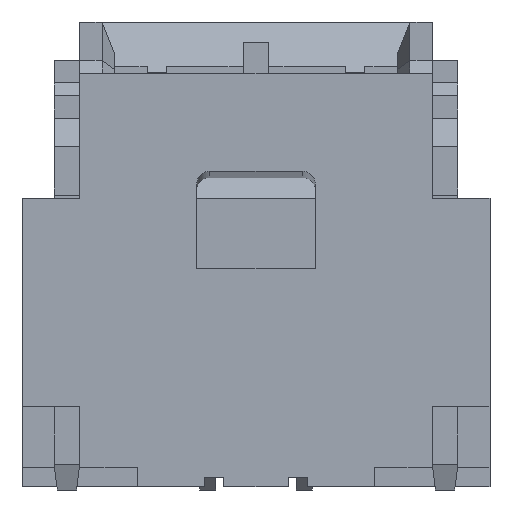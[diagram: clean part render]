
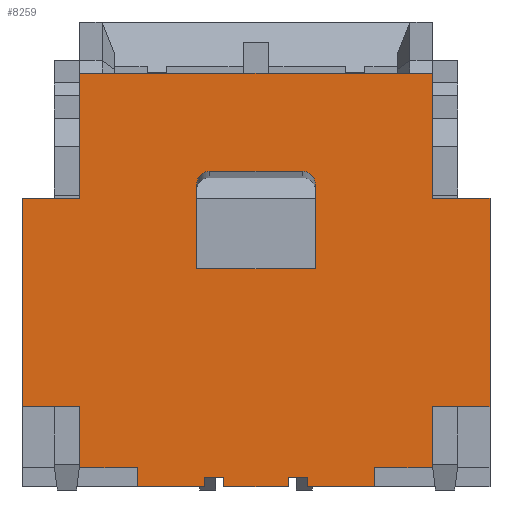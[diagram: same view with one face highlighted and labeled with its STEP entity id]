
A CAD part, front view. The second image highlights one B-rep face of the part: STEP entity #8259.
In plain terms, the highlighted planar face has unit normal (0, -1, 0).
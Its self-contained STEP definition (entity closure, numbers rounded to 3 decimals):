
#8259 = ADVANCED_FACE('',(#8260,#8454),#8512,.T.);
#8260 = FACE_BOUND('',#8261,.F.);
#8261 = EDGE_LOOP('',(#8262,#8272,#8280,#8288,#8296,#8304,#8312,#8320,
    #8328,#8336,#8344,#8352,#8360,#8368,#8376,#8384,#8392,#8400,#8408,
    #8416,#8424,#8432,#8440,#8448));
#8262 = ORIENTED_EDGE('',*,*,#8263,.F.);
#8263 = EDGE_CURVE('',#8264,#8266,#8268,.T.);
#8264 = VERTEX_POINT('',#8265);
#8265 = CARTESIAN_POINT('',(2.75,-6.6,4.58));
#8266 = VERTEX_POINT('',#8267);
#8267 = CARTESIAN_POINT('',(2.75,-6.6,6.53));
#8268 = LINE('',#8269,#8270);
#8269 = CARTESIAN_POINT('',(2.75,-6.6,4.58));
#8270 = VECTOR('',#8271,1.);
#8271 = DIRECTION('',(0.,0.,1.));
#8272 = ORIENTED_EDGE('',*,*,#8273,.F.);
#8273 = EDGE_CURVE('',#8274,#8264,#8276,.T.);
#8274 = VERTEX_POINT('',#8275);
#8275 = CARTESIAN_POINT('',(3.65,-6.6,4.58));
#8276 = LINE('',#8277,#8278);
#8277 = CARTESIAN_POINT('',(3.65,-6.6,4.58));
#8278 = VECTOR('',#8279,1.);
#8279 = DIRECTION('',(-1.,0.,0.));
#8280 = ORIENTED_EDGE('',*,*,#8281,.F.);
#8281 = EDGE_CURVE('',#8282,#8274,#8284,.T.);
#8282 = VERTEX_POINT('',#8283);
#8283 = CARTESIAN_POINT('',(3.65,-6.6,1.33));
#8284 = LINE('',#8285,#8286);
#8285 = CARTESIAN_POINT('',(3.65,-6.6,1.33));
#8286 = VECTOR('',#8287,1.);
#8287 = DIRECTION('',(0.,0.,1.));
#8288 = ORIENTED_EDGE('',*,*,#8289,.T.);
#8289 = EDGE_CURVE('',#8282,#8290,#8292,.T.);
#8290 = VERTEX_POINT('',#8291);
#8291 = CARTESIAN_POINT('',(2.75,-6.6,1.33));
#8292 = LINE('',#8293,#8294);
#8293 = CARTESIAN_POINT('',(3.65,-6.6,1.33));
#8294 = VECTOR('',#8295,1.);
#8295 = DIRECTION('',(-1.,0.,0.));
#8296 = ORIENTED_EDGE('',*,*,#8297,.F.);
#8297 = EDGE_CURVE('',#8298,#8290,#8300,.T.);
#8298 = VERTEX_POINT('',#8299);
#8299 = CARTESIAN_POINT('',(2.75,-6.6,0.38));
#8300 = LINE('',#8301,#8302);
#8301 = CARTESIAN_POINT('',(2.75,-6.6,0.38));
#8302 = VECTOR('',#8303,1.);
#8303 = DIRECTION('',(0.,0.,1.));
#8304 = ORIENTED_EDGE('',*,*,#8305,.T.);
#8305 = EDGE_CURVE('',#8298,#8306,#8308,.T.);
#8306 = VERTEX_POINT('',#8307);
#8307 = CARTESIAN_POINT('',(1.85,-6.6,0.38));
#8308 = LINE('',#8309,#8310);
#8309 = CARTESIAN_POINT('',(2.75,-6.6,0.38));
#8310 = VECTOR('',#8311,1.);
#8311 = DIRECTION('',(-1.,0.,0.));
#8312 = ORIENTED_EDGE('',*,*,#8313,.T.);
#8313 = EDGE_CURVE('',#8306,#8314,#8316,.T.);
#8314 = VERTEX_POINT('',#8315);
#8315 = CARTESIAN_POINT('',(1.85,-6.6,0.08));
#8316 = LINE('',#8317,#8318);
#8317 = CARTESIAN_POINT('',(1.85,-6.6,0.38));
#8318 = VECTOR('',#8319,1.);
#8319 = DIRECTION('',(0.,0.,-1.));
#8320 = ORIENTED_EDGE('',*,*,#8321,.T.);
#8321 = EDGE_CURVE('',#8314,#8322,#8324,.T.);
#8322 = VERTEX_POINT('',#8323);
#8323 = CARTESIAN_POINT('',(0.8,-6.6,0.08));
#8324 = LINE('',#8325,#8326);
#8325 = CARTESIAN_POINT('',(1.85,-6.6,0.08));
#8326 = VECTOR('',#8327,1.);
#8327 = DIRECTION('',(-1.,0.,0.));
#8328 = ORIENTED_EDGE('',*,*,#8329,.F.);
#8329 = EDGE_CURVE('',#8330,#8322,#8332,.T.);
#8330 = VERTEX_POINT('',#8331);
#8331 = CARTESIAN_POINT('',(0.8,-6.6,0.23));
#8332 = LINE('',#8333,#8334);
#8333 = CARTESIAN_POINT('',(0.8,-6.6,0.23));
#8334 = VECTOR('',#8335,1.);
#8335 = DIRECTION('',(0.,0.,-1.));
#8336 = ORIENTED_EDGE('',*,*,#8337,.T.);
#8337 = EDGE_CURVE('',#8330,#8338,#8340,.T.);
#8338 = VERTEX_POINT('',#8339);
#8339 = CARTESIAN_POINT('',(0.5,-6.6,0.23));
#8340 = LINE('',#8341,#8342);
#8341 = CARTESIAN_POINT('',(0.8,-6.6,0.23));
#8342 = VECTOR('',#8343,1.);
#8343 = DIRECTION('',(-1.,0.,0.));
#8344 = ORIENTED_EDGE('',*,*,#8345,.T.);
#8345 = EDGE_CURVE('',#8338,#8346,#8348,.T.);
#8346 = VERTEX_POINT('',#8347);
#8347 = CARTESIAN_POINT('',(0.5,-6.6,0.08));
#8348 = LINE('',#8349,#8350);
#8349 = CARTESIAN_POINT('',(0.5,-6.6,0.23));
#8350 = VECTOR('',#8351,1.);
#8351 = DIRECTION('',(0.,0.,-1.));
#8352 = ORIENTED_EDGE('',*,*,#8353,.T.);
#8353 = EDGE_CURVE('',#8346,#8354,#8356,.T.);
#8354 = VERTEX_POINT('',#8355);
#8355 = CARTESIAN_POINT('',(-0.5,-6.6,0.08));
#8356 = LINE('',#8357,#8358);
#8357 = CARTESIAN_POINT('',(0.5,-6.6,0.08));
#8358 = VECTOR('',#8359,1.);
#8359 = DIRECTION('',(-1.,0.,0.));
#8360 = ORIENTED_EDGE('',*,*,#8361,.F.);
#8361 = EDGE_CURVE('',#8362,#8354,#8364,.T.);
#8362 = VERTEX_POINT('',#8363);
#8363 = CARTESIAN_POINT('',(-0.5,-6.6,0.23));
#8364 = LINE('',#8365,#8366);
#8365 = CARTESIAN_POINT('',(-0.5,-6.6,0.23));
#8366 = VECTOR('',#8367,1.);
#8367 = DIRECTION('',(0.,0.,-1.));
#8368 = ORIENTED_EDGE('',*,*,#8369,.T.);
#8369 = EDGE_CURVE('',#8362,#8370,#8372,.T.);
#8370 = VERTEX_POINT('',#8371);
#8371 = CARTESIAN_POINT('',(-0.8,-6.6,0.23));
#8372 = LINE('',#8373,#8374);
#8373 = CARTESIAN_POINT('',(-0.5,-6.6,0.23));
#8374 = VECTOR('',#8375,1.);
#8375 = DIRECTION('',(-1.,0.,0.));
#8376 = ORIENTED_EDGE('',*,*,#8377,.T.);
#8377 = EDGE_CURVE('',#8370,#8378,#8380,.T.);
#8378 = VERTEX_POINT('',#8379);
#8379 = CARTESIAN_POINT('',(-0.8,-6.6,0.08));
#8380 = LINE('',#8381,#8382);
#8381 = CARTESIAN_POINT('',(-0.8,-6.6,0.23));
#8382 = VECTOR('',#8383,1.);
#8383 = DIRECTION('',(0.,0.,-1.));
#8384 = ORIENTED_EDGE('',*,*,#8385,.T.);
#8385 = EDGE_CURVE('',#8378,#8386,#8388,.T.);
#8386 = VERTEX_POINT('',#8387);
#8387 = CARTESIAN_POINT('',(-1.85,-6.6,0.08));
#8388 = LINE('',#8389,#8390);
#8389 = CARTESIAN_POINT('',(-0.8,-6.6,0.08));
#8390 = VECTOR('',#8391,1.);
#8391 = DIRECTION('',(-1.,0.,0.));
#8392 = ORIENTED_EDGE('',*,*,#8393,.F.);
#8393 = EDGE_CURVE('',#8394,#8386,#8396,.T.);
#8394 = VERTEX_POINT('',#8395);
#8395 = CARTESIAN_POINT('',(-1.85,-6.6,0.38));
#8396 = LINE('',#8397,#8398);
#8397 = CARTESIAN_POINT('',(-1.85,-6.6,0.38));
#8398 = VECTOR('',#8399,1.);
#8399 = DIRECTION('',(0.,0.,-1.));
#8400 = ORIENTED_EDGE('',*,*,#8401,.T.);
#8401 = EDGE_CURVE('',#8394,#8402,#8404,.T.);
#8402 = VERTEX_POINT('',#8403);
#8403 = CARTESIAN_POINT('',(-2.75,-6.6,0.38));
#8404 = LINE('',#8405,#8406);
#8405 = CARTESIAN_POINT('',(-1.85,-6.6,0.38));
#8406 = VECTOR('',#8407,1.);
#8407 = DIRECTION('',(-1.,0.,0.));
#8408 = ORIENTED_EDGE('',*,*,#8409,.T.);
#8409 = EDGE_CURVE('',#8402,#8410,#8412,.T.);
#8410 = VERTEX_POINT('',#8411);
#8411 = CARTESIAN_POINT('',(-2.75,-6.6,1.33));
#8412 = LINE('',#8413,#8414);
#8413 = CARTESIAN_POINT('',(-2.75,-6.6,0.38));
#8414 = VECTOR('',#8415,1.);
#8415 = DIRECTION('',(0.,0.,1.));
#8416 = ORIENTED_EDGE('',*,*,#8417,.F.);
#8417 = EDGE_CURVE('',#8418,#8410,#8420,.T.);
#8418 = VERTEX_POINT('',#8419);
#8419 = CARTESIAN_POINT('',(-3.65,-6.6,1.33));
#8420 = LINE('',#8421,#8422);
#8421 = CARTESIAN_POINT('',(-3.65,-6.6,1.33));
#8422 = VECTOR('',#8423,1.);
#8423 = DIRECTION('',(1.,0.,0.));
#8424 = ORIENTED_EDGE('',*,*,#8425,.T.);
#8425 = EDGE_CURVE('',#8418,#8426,#8428,.T.);
#8426 = VERTEX_POINT('',#8427);
#8427 = CARTESIAN_POINT('',(-3.65,-6.6,4.58));
#8428 = LINE('',#8429,#8430);
#8429 = CARTESIAN_POINT('',(-3.65,-6.6,1.33));
#8430 = VECTOR('',#8431,1.);
#8431 = DIRECTION('',(0.,0.,1.));
#8432 = ORIENTED_EDGE('',*,*,#8433,.T.);
#8433 = EDGE_CURVE('',#8426,#8434,#8436,.T.);
#8434 = VERTEX_POINT('',#8435);
#8435 = CARTESIAN_POINT('',(-2.75,-6.6,4.58));
#8436 = LINE('',#8437,#8438);
#8437 = CARTESIAN_POINT('',(-3.65,-6.6,4.58));
#8438 = VECTOR('',#8439,1.);
#8439 = DIRECTION('',(1.,0.,0.));
#8440 = ORIENTED_EDGE('',*,*,#8441,.T.);
#8441 = EDGE_CURVE('',#8434,#8442,#8444,.T.);
#8442 = VERTEX_POINT('',#8443);
#8443 = CARTESIAN_POINT('',(-2.75,-6.6,6.53));
#8444 = LINE('',#8445,#8446);
#8445 = CARTESIAN_POINT('',(-2.75,-6.6,4.58));
#8446 = VECTOR('',#8447,1.);
#8447 = DIRECTION('',(0.,0.,1.));
#8448 = ORIENTED_EDGE('',*,*,#8449,.F.);
#8449 = EDGE_CURVE('',#8266,#8442,#8450,.T.);
#8450 = LINE('',#8451,#8452);
#8451 = CARTESIAN_POINT('',(2.75,-6.6,6.53));
#8452 = VECTOR('',#8453,1.);
#8453 = DIRECTION('',(-1.,0.,0.));
#8454 = FACE_BOUND('',#8455,.F.);
#8455 = EDGE_LOOP('',(#8456,#8466,#8478,#8486,#8494,#8502));
#8456 = ORIENTED_EDGE('',*,*,#8457,.T.);
#8457 = EDGE_CURVE('',#8458,#8460,#8462,.T.);
#8458 = VERTEX_POINT('',#8459);
#8459 = CARTESIAN_POINT('',(0.725,-6.6,5.));
#8460 = VERTEX_POINT('',#8461);
#8461 = CARTESIAN_POINT('',(-0.725,-6.6,5.));
#8462 = LINE('',#8463,#8464);
#8463 = CARTESIAN_POINT('',(0.725,-6.6,5.));
#8464 = VECTOR('',#8465,1.);
#8465 = DIRECTION('',(-1.,0.,0.));
#8466 = ORIENTED_EDGE('',*,*,#8467,.F.);
#8467 = EDGE_CURVE('',#8468,#8460,#8470,.T.);
#8468 = VERTEX_POINT('',#8469);
#8469 = CARTESIAN_POINT('',(-0.925,-6.6,4.799));
#8470 = B_SPLINE_CURVE_WITH_KNOTS('',3,(#8471,#8472,#8473,#8474,#8475,
    #8476,#8477),.UNSPECIFIED.,.F.,.F.,(4,1,1,1,4),(0.,0.25,0.5,
    0.75,1.),.QUASI_UNIFORM_KNOTS.);
#8471 = CARTESIAN_POINT('',(-0.925,-6.6,4.799));
#8472 = CARTESIAN_POINT('',(-0.925,-6.6,4.832));
#8473 = CARTESIAN_POINT('',(-0.911,-6.6,4.885));
#8474 = CARTESIAN_POINT('',(-0.869,-6.6,4.944));
#8475 = CARTESIAN_POINT('',(-0.811,-6.6,4.985));
#8476 = CARTESIAN_POINT('',(-0.758,-6.6,5.));
#8477 = CARTESIAN_POINT('',(-0.725,-6.6,5.));
#8478 = ORIENTED_EDGE('',*,*,#8479,.T.);
#8479 = EDGE_CURVE('',#8468,#8480,#8482,.T.);
#8480 = VERTEX_POINT('',#8481);
#8481 = CARTESIAN_POINT('',(-0.925,-6.6,3.48));
#8482 = LINE('',#8483,#8484);
#8483 = CARTESIAN_POINT('',(-0.925,-6.6,4.799));
#8484 = VECTOR('',#8485,1.);
#8485 = DIRECTION('',(0.,0.,-1.));
#8486 = ORIENTED_EDGE('',*,*,#8487,.F.);
#8487 = EDGE_CURVE('',#8488,#8480,#8490,.T.);
#8488 = VERTEX_POINT('',#8489);
#8489 = CARTESIAN_POINT('',(0.925,-6.6,3.48));
#8490 = LINE('',#8491,#8492);
#8491 = CARTESIAN_POINT('',(0.925,-6.6,3.48));
#8492 = VECTOR('',#8493,1.);
#8493 = DIRECTION('',(-1.,0.,0.));
#8494 = ORIENTED_EDGE('',*,*,#8495,.F.);
#8495 = EDGE_CURVE('',#8496,#8488,#8498,.T.);
#8496 = VERTEX_POINT('',#8497);
#8497 = CARTESIAN_POINT('',(0.925,-6.6,4.799));
#8498 = LINE('',#8499,#8500);
#8499 = CARTESIAN_POINT('',(0.925,-6.6,4.799));
#8500 = VECTOR('',#8501,1.);
#8501 = DIRECTION('',(0.,0.,-1.));
#8502 = ORIENTED_EDGE('',*,*,#8503,.F.);
#8503 = EDGE_CURVE('',#8458,#8496,#8504,.T.);
#8504 = B_SPLINE_CURVE_WITH_KNOTS('',3,(#8505,#8506,#8507,#8508,#8509,
    #8510,#8511),.UNSPECIFIED.,.F.,.F.,(4,1,1,1,4),(0.,0.25,0.5,
    0.75,1.),.QUASI_UNIFORM_KNOTS.);
#8505 = CARTESIAN_POINT('',(0.725,-6.6,5.));
#8506 = CARTESIAN_POINT('',(0.758,-6.6,5.));
#8507 = CARTESIAN_POINT('',(0.811,-6.6,4.985));
#8508 = CARTESIAN_POINT('',(0.869,-6.6,4.944));
#8509 = CARTESIAN_POINT('',(0.911,-6.6,4.885));
#8510 = CARTESIAN_POINT('',(0.925,-6.6,4.832));
#8511 = CARTESIAN_POINT('',(0.925,-6.6,4.799));
#8512 = PLANE('',#8513);
#8513 = AXIS2_PLACEMENT_3D('',#8514,#8515,#8516);
#8514 = CARTESIAN_POINT('',(3.65,-6.6,0.38));
#8515 = DIRECTION('',(0.,-1.,0.));
#8516 = DIRECTION('',(0.,0.,1.));
